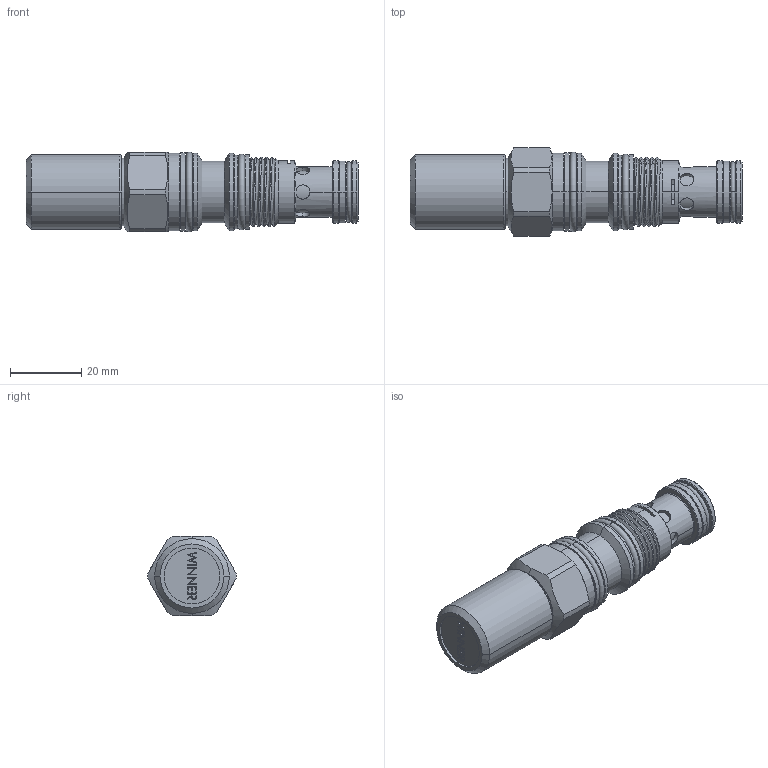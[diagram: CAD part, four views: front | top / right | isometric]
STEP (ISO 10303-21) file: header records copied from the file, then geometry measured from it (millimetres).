
FILE_DESCRIPTION (( 'STEP AP203' ), '1' );
FILE_NAME ('CB11A23-CA.STEP', '2023-03-10T07:31:50', ( '' ), ( '' ), 'SwSTEP 2.0', 'SolidWorks 2018', '' );
FILE_SCHEMA (( 'CONFIG_CONTROL_DESIGN' ));
Length unit declared in the file: millimetre
Products named in the file (1): CB11A23-CA
Bounding box: 93.3 x 24.79 x 22.47 mm (x, y, z)
Volume: 28195.8 mm3; surface area: 9366.1 mm2
Topology: 2 solids, 2 shells, 291 faces, 692 edges, 436 vertices
Faces by surface type: cylinder 107, plane 99, cone 51, torus 28, bspline 6
Entity records: 12333 total; most frequent: CARTESIAN_POINT 5519, DIRECTION 1433, ORIENTED_EDGE 1384, EDGE_CURVE 692, AXIS2_PLACEMENT_3D 550, VERTEX_POINT 436, VECTOR 333, LINE 333
